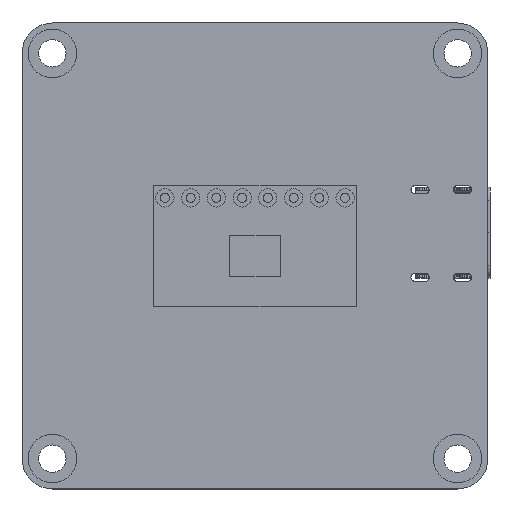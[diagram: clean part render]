
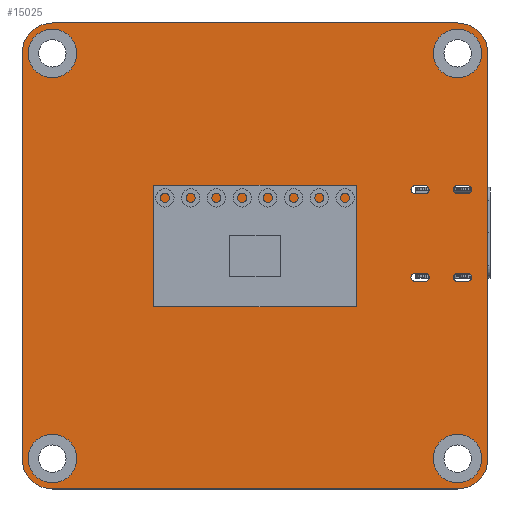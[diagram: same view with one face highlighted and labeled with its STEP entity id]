
A CAD part, top view. The second image highlights one B-rep face of the part: STEP entity #15025.
In plain terms, the highlighted planar face has unit normal (0, 0, 1).
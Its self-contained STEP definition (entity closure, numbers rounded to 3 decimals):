
#274=FACE_BOUND('',#2365,.T.);
#275=FACE_BOUND('',#2366,.T.);
#276=FACE_BOUND('',#2367,.T.);
#277=FACE_BOUND('',#2368,.T.);
#278=FACE_BOUND('',#2369,.T.);
#279=FACE_BOUND('',#2370,.T.);
#280=FACE_BOUND('',#2371,.T.);
#281=FACE_BOUND('',#2372,.T.);
#600=CIRCLE('',#16296,0.4);
#602=CIRCLE('',#16300,0.4);
#604=CIRCLE('',#16304,0.4);
#606=CIRCLE('',#16308,0.4);
#608=CIRCLE('',#16312,0.4);
#610=CIRCLE('',#16316,0.4);
#612=CIRCLE('',#16320,0.4);
#614=CIRCLE('',#16324,0.4);
#616=CIRCLE('',#16327,2.4);
#622=CIRCLE('',#16337,2.4);
#628=CIRCLE('',#16347,2.4);
#634=CIRCLE('',#16357,2.4);
#639=CIRCLE('',#16366,3.);
#644=CIRCLE('',#16374,3.);
#645=CIRCLE('',#16377,3.);
#646=CIRCLE('',#16380,3.);
#1501=FACE_OUTER_BOUND('',#2364,.T.);
#2364=EDGE_LOOP('',(#12605,#12606,#12607,#12608,#12609,#12610,#12611,#12612));
#2365=EDGE_LOOP('',(#12613,#12614,#12615,#12616));
#2366=EDGE_LOOP('',(#12617,#12618,#12619,#12620));
#2367=EDGE_LOOP('',(#12621,#12622,#12623,#12624));
#2368=EDGE_LOOP('',(#12625,#12626,#12627,#12628));
#2369=EDGE_LOOP('',(#12629));
#2370=EDGE_LOOP('',(#12630));
#2371=EDGE_LOOP('',(#12631));
#2372=EDGE_LOOP('',(#12632));
#3935=LINE('',#24233,#5519);
#3939=LINE('',#24245,#5523);
#3943=LINE('',#24257,#5527);
#3947=LINE('',#24269,#5531);
#3951=LINE('',#24281,#5535);
#3955=LINE('',#24293,#5539);
#3959=LINE('',#24305,#5543);
#3963=LINE('',#24317,#5547);
#3977=LINE('',#24408,#5561);
#3983=LINE('',#24428,#5567);
#3986=LINE('',#24436,#5570);
#3992=LINE('',#24450,#5576);
#5519=VECTOR('',#19994,10.);
#5523=VECTOR('',#20006,10.);
#5527=VECTOR('',#20018,10.);
#5531=VECTOR('',#20030,10.);
#5535=VECTOR('',#20042,10.);
#5539=VECTOR('',#20054,10.);
#5543=VECTOR('',#20066,10.);
#5547=VECTOR('',#20078,10.);
#5561=VECTOR('',#20186,10.);
#5567=VECTOR('',#20206,10.);
#5570=VECTOR('',#20215,10.);
#5576=VECTOR('',#20235,10.);
#6757=VERTEX_POINT('',#24230);
#6758=VERTEX_POINT('',#24232);
#6760=VERTEX_POINT('',#24238);
#6762=VERTEX_POINT('',#24244);
#6765=VERTEX_POINT('',#24254);
#6766=VERTEX_POINT('',#24256);
#6768=VERTEX_POINT('',#24262);
#6770=VERTEX_POINT('',#24268);
#6773=VERTEX_POINT('',#24278);
#6774=VERTEX_POINT('',#24280);
#6776=VERTEX_POINT('',#24286);
#6778=VERTEX_POINT('',#24292);
#6781=VERTEX_POINT('',#24302);
#6782=VERTEX_POINT('',#24304);
#6784=VERTEX_POINT('',#24310);
#6786=VERTEX_POINT('',#24316);
#6788=VERTEX_POINT('',#24325);
#6794=VERTEX_POINT('',#24343);
#6800=VERTEX_POINT('',#24361);
#6806=VERTEX_POINT('',#24379);
#6811=VERTEX_POINT('',#24395);
#6812=VERTEX_POINT('',#24396);
#6816=VERTEX_POINT('',#24406);
#6822=VERTEX_POINT('',#24422);
#6823=VERTEX_POINT('',#24426);
#6824=VERTEX_POINT('',#24430);
#6825=VERTEX_POINT('',#24431);
#6826=VERTEX_POINT('',#24438);
#8667=EDGE_CURVE('',#6758,#6757,#3935,.T.);
#8670=EDGE_CURVE('',#6760,#6758,#600,.T.);
#8673=EDGE_CURVE('',#6762,#6760,#3939,.T.);
#8676=EDGE_CURVE('',#6757,#6762,#602,.T.);
#8679=EDGE_CURVE('',#6766,#6765,#3943,.T.);
#8682=EDGE_CURVE('',#6768,#6766,#604,.T.);
#8685=EDGE_CURVE('',#6770,#6768,#3947,.T.);
#8688=EDGE_CURVE('',#6765,#6770,#606,.T.);
#8691=EDGE_CURVE('',#6774,#6773,#3951,.T.);
#8694=EDGE_CURVE('',#6776,#6774,#608,.T.);
#8697=EDGE_CURVE('',#6778,#6776,#3955,.T.);
#8700=EDGE_CURVE('',#6773,#6778,#610,.T.);
#8703=EDGE_CURVE('',#6782,#6781,#3959,.T.);
#8706=EDGE_CURVE('',#6784,#6782,#612,.T.);
#8709=EDGE_CURVE('',#6786,#6784,#3963,.T.);
#8712=EDGE_CURVE('',#6781,#6786,#614,.T.);
#8715=EDGE_CURVE('',#6788,#6788,#616,.T.);
#8723=EDGE_CURVE('',#6794,#6794,#622,.T.);
#8731=EDGE_CURVE('',#6800,#6800,#628,.T.);
#8739=EDGE_CURVE('',#6806,#6806,#634,.T.);
#8745=EDGE_CURVE('',#6811,#6812,#639,.T.);
#8751=EDGE_CURVE('',#6811,#6816,#3977,.T.);
#8758=EDGE_CURVE('',#6822,#6816,#644,.T.);
#8761=EDGE_CURVE('',#6822,#6823,#3983,.T.);
#8762=EDGE_CURVE('',#6824,#6825,#645,.T.);
#8765=EDGE_CURVE('',#6824,#6812,#3986,.T.);
#8766=EDGE_CURVE('',#6826,#6823,#646,.T.);
#8772=EDGE_CURVE('',#6826,#6825,#3992,.T.);
#12605=ORIENTED_EDGE('',*,*,#8745,.F.);
#12606=ORIENTED_EDGE('',*,*,#8751,.T.);
#12607=ORIENTED_EDGE('',*,*,#8758,.F.);
#12608=ORIENTED_EDGE('',*,*,#8761,.T.);
#12609=ORIENTED_EDGE('',*,*,#8766,.F.);
#12610=ORIENTED_EDGE('',*,*,#8772,.T.);
#12611=ORIENTED_EDGE('',*,*,#8762,.F.);
#12612=ORIENTED_EDGE('',*,*,#8765,.T.);
#12613=ORIENTED_EDGE('',*,*,#8673,.T.);
#12614=ORIENTED_EDGE('',*,*,#8670,.T.);
#12615=ORIENTED_EDGE('',*,*,#8667,.T.);
#12616=ORIENTED_EDGE('',*,*,#8676,.T.);
#12617=ORIENTED_EDGE('',*,*,#8685,.T.);
#12618=ORIENTED_EDGE('',*,*,#8682,.T.);
#12619=ORIENTED_EDGE('',*,*,#8679,.T.);
#12620=ORIENTED_EDGE('',*,*,#8688,.T.);
#12621=ORIENTED_EDGE('',*,*,#8697,.T.);
#12622=ORIENTED_EDGE('',*,*,#8694,.T.);
#12623=ORIENTED_EDGE('',*,*,#8691,.T.);
#12624=ORIENTED_EDGE('',*,*,#8700,.T.);
#12625=ORIENTED_EDGE('',*,*,#8709,.T.);
#12626=ORIENTED_EDGE('',*,*,#8706,.T.);
#12627=ORIENTED_EDGE('',*,*,#8703,.T.);
#12628=ORIENTED_EDGE('',*,*,#8712,.T.);
#12629=ORIENTED_EDGE('',*,*,#8715,.T.);
#12630=ORIENTED_EDGE('',*,*,#8723,.T.);
#12631=ORIENTED_EDGE('',*,*,#8731,.T.);
#12632=ORIENTED_EDGE('',*,*,#8739,.T.);
#13429=PLANE('',#16386);
#15025=ADVANCED_FACE('',(#1501,#274,#275,#276,#277,#278,#279,#280,#281),
#13429,.T.);
#16296=AXIS2_PLACEMENT_3D('',#24239,#20000,#20001);
#16300=AXIS2_PLACEMENT_3D('',#24249,#20012,#20013);
#16304=AXIS2_PLACEMENT_3D('',#24263,#20024,#20025);
#16308=AXIS2_PLACEMENT_3D('',#24273,#20036,#20037);
#16312=AXIS2_PLACEMENT_3D('',#24287,#20048,#20049);
#16316=AXIS2_PLACEMENT_3D('',#24297,#20060,#20061);
#16320=AXIS2_PLACEMENT_3D('',#24311,#20072,#20073);
#16324=AXIS2_PLACEMENT_3D('',#24321,#20084,#20085);
#16327=AXIS2_PLACEMENT_3D('',#24327,#20091,#20092);
#16337=AXIS2_PLACEMENT_3D('',#24345,#20113,#20114);
#16347=AXIS2_PLACEMENT_3D('',#24363,#20135,#20136);
#16357=AXIS2_PLACEMENT_3D('',#24381,#20157,#20158);
#16366=AXIS2_PLACEMENT_3D('',#24397,#20176,#20177);
#16374=AXIS2_PLACEMENT_3D('',#24423,#20200,#20201);
#16377=AXIS2_PLACEMENT_3D('',#24432,#20209,#20210);
#16380=AXIS2_PLACEMENT_3D('',#24439,#20218,#20219);
#16386=AXIS2_PLACEMENT_3D('',#24451,#20236,#20237);
#19994=DIRECTION('',(-1.,0.,0.));
#20000=DIRECTION('center_axis',(0.,0.,-1.));
#20001=DIRECTION('ref_axis',(0.,-1.,0.));
#20006=DIRECTION('',(1.,0.,0.));
#20012=DIRECTION('center_axis',(0.,0.,-1.));
#20013=DIRECTION('ref_axis',(0.,1.,0.));
#20018=DIRECTION('',(-1.,0.,0.));
#20024=DIRECTION('center_axis',(0.,0.,-1.));
#20025=DIRECTION('ref_axis',(0.,-1.,0.));
#20030=DIRECTION('',(1.,0.,0.));
#20036=DIRECTION('center_axis',(0.,0.,-1.));
#20037=DIRECTION('ref_axis',(0.,1.,0.));
#20042=DIRECTION('',(-1.,0.,0.));
#20048=DIRECTION('center_axis',(0.,0.,-1.));
#20049=DIRECTION('ref_axis',(0.,-1.,0.));
#20054=DIRECTION('',(1.,0.,0.));
#20060=DIRECTION('center_axis',(0.,0.,-1.));
#20061=DIRECTION('ref_axis',(0.,1.,0.));
#20066=DIRECTION('',(-1.,0.,0.));
#20072=DIRECTION('center_axis',(0.,0.,-1.));
#20073=DIRECTION('ref_axis',(0.,-1.,0.));
#20078=DIRECTION('',(1.,0.,0.));
#20084=DIRECTION('center_axis',(0.,0.,-1.));
#20085=DIRECTION('ref_axis',(0.,1.,0.));
#20091=DIRECTION('center_axis',(0.,0.,-1.));
#20092=DIRECTION('ref_axis',(1.,0.,0.));
#20113=DIRECTION('center_axis',(0.,0.,-1.));
#20114=DIRECTION('ref_axis',(1.,0.,0.));
#20135=DIRECTION('center_axis',(0.,0.,-1.));
#20136=DIRECTION('ref_axis',(1.,0.,0.));
#20157=DIRECTION('center_axis',(0.,0.,-1.));
#20158=DIRECTION('ref_axis',(1.,0.,0.));
#20176=DIRECTION('center_axis',(0.,0.,-1.));
#20177=DIRECTION('ref_axis',(-0.707,-0.707,0.));
#20186=DIRECTION('',(1.,0.,0.));
#20200=DIRECTION('center_axis',(0.,0.,-1.));
#20201=DIRECTION('ref_axis',(0.707,-0.707,0.));
#20206=DIRECTION('',(0.,1.,0.));
#20209=DIRECTION('center_axis',(0.,0.,-1.));
#20210=DIRECTION('ref_axis',(-0.707,0.707,0.));
#20215=DIRECTION('',(0.,-1.,0.));
#20218=DIRECTION('center_axis',(0.,0.,-1.));
#20219=DIRECTION('ref_axis',(0.707,0.707,0.));
#20235=DIRECTION('',(-1.,0.,0.));
#20236=DIRECTION('center_axis',(0.,0.,1.));
#20237=DIRECTION('ref_axis',(1.,0.,0.));
#24230=CARTESIAN_POINT('',(15.8,-2.51,1.6));
#24232=CARTESIAN_POINT('',(16.8,-2.51,1.6));
#24233=CARTESIAN_POINT('',(8.4,-2.51,1.6));
#24238=CARTESIAN_POINT('',(16.8,-1.71,1.6));
#24239=CARTESIAN_POINT('Origin',(16.8,-2.11,1.6));
#24244=CARTESIAN_POINT('',(15.8,-1.71,1.6));
#24245=CARTESIAN_POINT('',(7.9,-1.71,1.6));
#24249=CARTESIAN_POINT('Origin',(15.8,-2.11,1.6));
#24254=CARTESIAN_POINT('',(19.98,6.14,1.6));
#24256=CARTESIAN_POINT('',(20.98,6.14,1.6));
#24257=CARTESIAN_POINT('',(10.49,6.14,1.6));
#24262=CARTESIAN_POINT('',(20.98,6.94,1.6));
#24263=CARTESIAN_POINT('Origin',(20.98,6.54,1.6));
#24268=CARTESIAN_POINT('',(19.98,6.94,1.6));
#24269=CARTESIAN_POINT('',(9.99,6.94,1.6));
#24273=CARTESIAN_POINT('Origin',(19.98,6.54,1.6));
#24278=CARTESIAN_POINT('',(15.8,6.14,1.6));
#24280=CARTESIAN_POINT('',(16.8,6.14,1.6));
#24281=CARTESIAN_POINT('',(8.4,6.14,1.6));
#24286=CARTESIAN_POINT('',(16.8,6.94,1.6));
#24287=CARTESIAN_POINT('Origin',(16.8,6.54,1.6));
#24292=CARTESIAN_POINT('',(15.8,6.94,1.6));
#24293=CARTESIAN_POINT('',(7.9,6.94,1.6));
#24297=CARTESIAN_POINT('Origin',(15.8,6.54,1.6));
#24302=CARTESIAN_POINT('',(19.98,-2.51,1.6));
#24304=CARTESIAN_POINT('',(20.98,-2.51,1.6));
#24305=CARTESIAN_POINT('',(10.49,-2.51,1.6));
#24310=CARTESIAN_POINT('',(20.98,-1.71,1.6));
#24311=CARTESIAN_POINT('Origin',(20.98,-2.11,1.6));
#24316=CARTESIAN_POINT('',(19.98,-1.71,1.6));
#24317=CARTESIAN_POINT('',(9.99,-1.71,1.6));
#24321=CARTESIAN_POINT('Origin',(19.98,-2.11,1.6));
#24325=CARTESIAN_POINT('',(17.6,-20.,1.6));
#24327=CARTESIAN_POINT('Origin',(20.,-20.,1.6));
#24343=CARTESIAN_POINT('',(17.6,20.,1.6));
#24345=CARTESIAN_POINT('Origin',(20.,20.,1.6));
#24361=CARTESIAN_POINT('',(-22.4,-20.,1.6));
#24363=CARTESIAN_POINT('Origin',(-20.,-20.,1.6));
#24379=CARTESIAN_POINT('',(-22.4,20.,1.6));
#24381=CARTESIAN_POINT('Origin',(-20.,20.,1.6));
#24395=CARTESIAN_POINT('',(-20.,-23.,1.6));
#24396=CARTESIAN_POINT('',(-23.,-20.,1.6));
#24397=CARTESIAN_POINT('Origin',(-20.,-20.,1.6));
#24406=CARTESIAN_POINT('',(20.,-23.,1.6));
#24408=CARTESIAN_POINT('',(-23.,-23.,1.6));
#24422=CARTESIAN_POINT('',(23.,-20.,1.6));
#24423=CARTESIAN_POINT('Origin',(20.,-20.,1.6));
#24426=CARTESIAN_POINT('',(23.,20.,1.6));
#24428=CARTESIAN_POINT('',(23.,-23.,1.6));
#24430=CARTESIAN_POINT('',(-23.,20.,1.6));
#24431=CARTESIAN_POINT('',(-20.,23.,1.6));
#24432=CARTESIAN_POINT('Origin',(-20.,20.,1.6));
#24436=CARTESIAN_POINT('',(-23.,23.,1.6));
#24438=CARTESIAN_POINT('',(20.,23.,1.6));
#24439=CARTESIAN_POINT('Origin',(20.,20.,1.6));
#24450=CARTESIAN_POINT('',(23.,23.,1.6));
#24451=CARTESIAN_POINT('Origin',(0.,0.,1.6));
